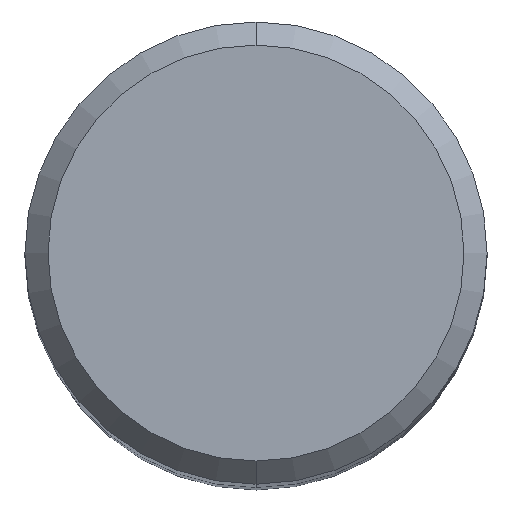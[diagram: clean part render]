
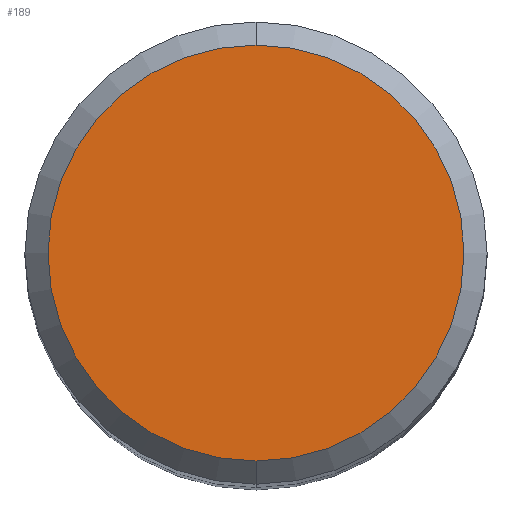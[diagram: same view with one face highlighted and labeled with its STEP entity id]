
A CAD part, top view. The second image highlights one B-rep face of the part: STEP entity #189.
In plain terms, the highlighted planar face has unit normal (0, 0, 1).
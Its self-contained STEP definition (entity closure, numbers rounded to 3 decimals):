
#189=ADVANCED_FACE('',(#498),#499,.T.);
#227=EDGE_CURVE('',#377,#443,#537,.T.);
#303=EDGE_CURVE('',#443,#377,#621,.T.);
#377=VERTEX_POINT('',#705);
#443=VERTEX_POINT('',#778);
#498=FACE_OUTER_BOUND('',#834,.T.);
#499=PLANE('',#835);
#537=CIRCLE('',#973,4.5);
#621=CIRCLE('',#1118,4.5);
#705=CARTESIAN_POINT('',(0.0,4.5,0.0));
#778=CARTESIAN_POINT('',(0.,-4.5,0.0));
#834=EDGE_LOOP('',(#1510,#1511));
#835=AXIS2_PLACEMENT_3D('',#1512,#1513,#1514);
#973=AXIS2_PLACEMENT_3D('',#1531,#1532,#1533);
#1118=AXIS2_PLACEMENT_3D('',#1629,#1630,#1631);
#1510=ORIENTED_EDGE('',*,*,#227,.F.);
#1511=ORIENTED_EDGE('',*,*,#303,.F.);
#1512=CARTESIAN_POINT('',(0.0,2.25,0.0));
#1513=DIRECTION('',(-0.0,0.0,1.0));
#1514=DIRECTION('',(0.0,-1.0,0.0));
#1531=CARTESIAN_POINT('',(0.0,0.0,0.0));
#1532=DIRECTION('',(0.0,0.0,-1.0));
#1533=DIRECTION('',(0.0,1.0,0.0));
#1629=CARTESIAN_POINT('',(0.0,0.0,0.0));
#1630=DIRECTION('',(0.0,0.0,-1.0));
#1631=DIRECTION('',(0.0,1.0,0.0));
